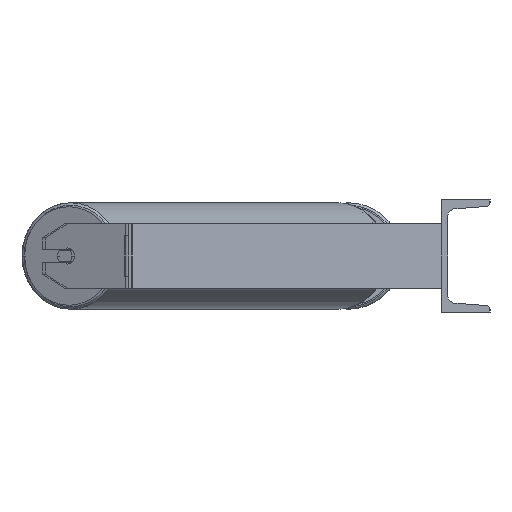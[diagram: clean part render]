
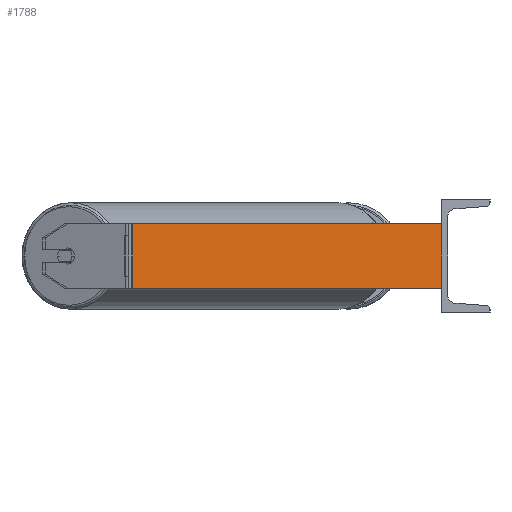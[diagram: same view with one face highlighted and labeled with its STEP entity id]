
A CAD part, left-side view. The second image highlights one B-rep face of the part: STEP entity #1788.
In plain terms, the highlighted planar face has unit normal (-0.996, -0.087, 0).
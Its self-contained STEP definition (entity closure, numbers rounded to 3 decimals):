
#325 = CARTESIAN_POINT ( 'NONE',  ( -1219.218, 391.117, 40. ) ) ;
#1271 = ORIENTED_EDGE ( 'NONE', *, *, #2846, .F. ) ;
#1788 = ADVANCED_FACE ( 'NONE', ( #3760 ), #3058, .F. ) ;
#1964 = ORIENTED_EDGE ( 'NONE', *, *, #8241, .T. ) ;
#2441 = CARTESIAN_POINT ( 'NONE',  ( -1218.845, 386.846, 40. ) ) ;
#2503 = CARTESIAN_POINT ( 'NONE',  ( -1219.218, 391.117, -40. ) ) ;
#2846 = EDGE_CURVE ( 'NONE', #8744, #6722, #3624, .T. ) ;
#3058 = PLANE ( 'NONE',  #4652 ) ;
#3352 = CARTESIAN_POINT ( 'NONE',  ( -1218.845, 386.846, -40. ) ) ;
#3624 = LINE ( 'NONE', #5110, #5128 ) ;
#3626 = EDGE_CURVE ( 'NONE', #8620, #6722, #3843, .T. ) ;
#3760 = FACE_OUTER_BOUND ( 'NONE', #5086, .T. ) ;
#3836 = ORIENTED_EDGE ( 'NONE', *, *, #3626, .T. ) ;
#3843 = LINE ( 'NONE', #2503, #8778 ) ;
#4013 = DIRECTION ( 'NONE',  ( 0.087, -0.996, 0. ) ) ;
#4094 = ORIENTED_EDGE ( 'NONE', *, *, #7965, .F. ) ;
#4650 = CARTESIAN_POINT ( 'NONE',  ( -1185., 0., -40. ) ) ;
#4652 = AXIS2_PLACEMENT_3D ( 'NONE', #6519, #7372, #5246 ) ;
#4997 = CARTESIAN_POINT ( 'NONE',  ( -1218.845, 386.846, 40. ) ) ;
#5084 = CARTESIAN_POINT ( 'NONE',  ( -1185., 0., 40. ) ) ;
#5086 = EDGE_LOOP ( 'NONE', ( #3836, #1271, #4094, #1964 ) ) ;
#5110 = CARTESIAN_POINT ( 'NONE',  ( -1185., 0., 40. ) ) ;
#5128 = VECTOR ( 'NONE', #6558, 1000. ) ;
#5246 = DIRECTION ( 'NONE',  ( -0.087, 0.996, 0. ) ) ;
#6087 = DIRECTION ( 'NONE',  ( 0., 0., -1. ) ) ;
#6412 = VECTOR ( 'NONE', #6087, 1000. ) ;
#6519 = CARTESIAN_POINT ( 'NONE',  ( -1219.218, 391.117, 40. ) ) ;
#6558 = DIRECTION ( 'NONE',  ( 0., 0., -1. ) ) ;
#6722 = VERTEX_POINT ( 'NONE', #4650 ) ;
#6773 = DIRECTION ( 'NONE',  ( 0.087, -0.996, 0. ) ) ;
#6841 = VECTOR ( 'NONE', #4013, 1000. ) ;
#7372 = DIRECTION ( 'NONE',  ( 0.996, 0.087, 0. ) ) ;
#7483 = LINE ( 'NONE', #325, #6841 ) ;
#7965 = EDGE_CURVE ( 'NONE', #8768, #8744, #7483, .T. ) ;
#8199 = LINE ( 'NONE', #2441, #6412 ) ;
#8241 = EDGE_CURVE ( 'NONE', #8768, #8620, #8199, .T. ) ;
#8620 = VERTEX_POINT ( 'NONE', #3352 ) ;
#8744 = VERTEX_POINT ( 'NONE', #5084 ) ;
#8768 = VERTEX_POINT ( 'NONE', #4997 ) ;
#8778 = VECTOR ( 'NONE', #6773, 1000. ) ;
